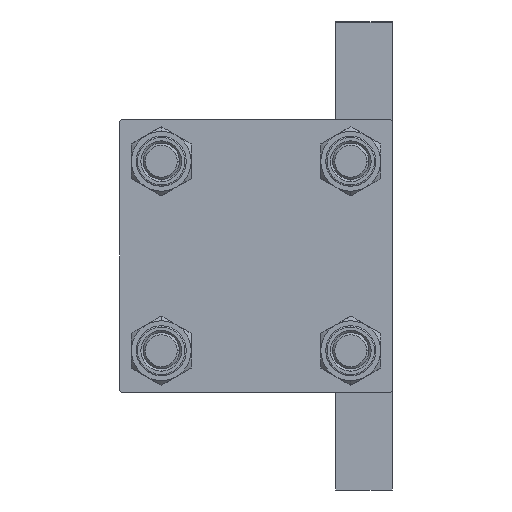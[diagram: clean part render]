
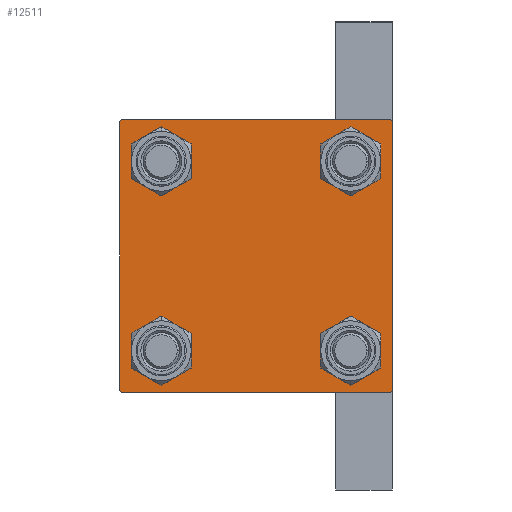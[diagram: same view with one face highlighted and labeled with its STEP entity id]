
A CAD part, left-side view. The second image highlights one B-rep face of the part: STEP entity #12511.
In plain terms, the highlighted planar face has unit normal (-1, 0, 0).
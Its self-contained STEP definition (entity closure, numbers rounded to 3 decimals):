
#421 = VERTEX_POINT ( 'NONE', #12744 ) ;
#452 = CIRCLE ( 'NONE', #15445, 4.5 ) ;
#1310 = AXIS2_PLACEMENT_3D ( 'NONE', #3563, #11466, #10977 ) ;
#1645 = DIRECTION ( 'NONE',  ( 0., -1., 0. ) ) ;
#3081 = EDGE_LOOP ( 'NONE', ( #37985, #35140 ) ) ;
#3161 = EDGE_CURVE ( 'NONE', #421, #44111, #5985, .T. ) ;
#3563 = CARTESIAN_POINT ( 'NONE',  ( 0., -20.85, 20.85 ) ) ;
#3613 = EDGE_CURVE ( 'NONE', #23796, #38184, #16101, .T. ) ;
#3626 = EDGE_LOOP ( 'NONE', ( #29158, #39282 ) ) ;
#4000 = FACE_BOUND ( 'NONE', #10699, .T. ) ;
#4143 = CARTESIAN_POINT ( 'NONE',  ( 0., -20.85, -20.85 ) ) ;
#4342 = DIRECTION ( 'NONE',  ( 0., -1., 0. ) ) ;
#4451 = LINE ( 'NONE', #8392, #7607 ) ;
#4554 = EDGE_CURVE ( 'NONE', #9749, #22265, #29872, .T. ) ;
#4692 = CARTESIAN_POINT ( 'NONE',  ( 0., -20.85, -20.85 ) ) ;
#5135 = AXIS2_PLACEMENT_3D ( 'NONE', #8190, #30315, #42583 ) ;
#5362 = LINE ( 'NONE', #24767, #47564 ) ;
#5817 = VERTEX_POINT ( 'NONE', #31368 ) ;
#5985 = LINE ( 'NONE', #24196, #17252 ) ;
#6540 = EDGE_LOOP ( 'NONE', ( #16895, #23536 ) ) ;
#6842 = VERTEX_POINT ( 'NONE', #12756 ) ;
#7223 = CARTESIAN_POINT ( 'NONE',  ( 0., 20.85, 16.35 ) ) ;
#7412 = ORIENTED_EDGE ( 'NONE', *, *, #11819, .T. ) ;
#7607 = VECTOR ( 'NONE', #19717, 1000. ) ;
#7709 = DIRECTION ( 'NONE',  ( -1., 0., 0. ) ) ;
#8059 = ORIENTED_EDGE ( 'NONE', *, *, #37747, .T. ) ;
#8190 = CARTESIAN_POINT ( 'NONE',  ( 0., -20.85, 20.85 ) ) ;
#8283 = ORIENTED_EDGE ( 'NONE', *, *, #3613, .T. ) ;
#8343 = VERTEX_POINT ( 'NONE', #48509 ) ;
#8392 = CARTESIAN_POINT ( 'NONE',  ( 0., 30., 30. ) ) ;
#8552 = CARTESIAN_POINT ( 'NONE',  ( 0., 20.85, -16.35 ) ) ;
#9161 = CARTESIAN_POINT ( 'NONE',  ( 0., 20.85, -20.85 ) ) ;
#9749 = VERTEX_POINT ( 'NONE', #11423 ) ;
#9810 = CARTESIAN_POINT ( 'NONE',  ( 0., 20.85, -25.35 ) ) ;
#9874 = AXIS2_PLACEMENT_3D ( 'NONE', #23328, #23093, #15732 ) ;
#10093 = EDGE_LOOP ( 'NONE', ( #8059, #18472, #32317, #8283, #14752, #7412, #28321, #40192 ) ) ;
#10107 = CARTESIAN_POINT ( 'NONE',  ( 0., 29.75, -29.75 ) ) ;
#10699 = EDGE_LOOP ( 'NONE', ( #43050, #34776 ) ) ;
#10977 = DIRECTION ( 'NONE',  ( 0., 0., 1. ) ) ;
#11423 = CARTESIAN_POINT ( 'NONE',  ( 0., -20.85, -16.35 ) ) ;
#11437 = CARTESIAN_POINT ( 'NONE',  ( 0., -29.75, 29.75 ) ) ;
#11466 = DIRECTION ( 'NONE',  ( 1., 0., 0. ) ) ;
#11819 = EDGE_CURVE ( 'NONE', #21113, #47711, #37700, .T. ) ;
#12073 = EDGE_CURVE ( 'NONE', #5817, #47666, #37102, .T. ) ;
#12232 = LINE ( 'NONE', #19858, #31150 ) ;
#12511 = ADVANCED_FACE ( 'NONE', ( #4000, #19746, #19984, #30550, #41613 ), #45088, .T. ) ;
#12518 = CARTESIAN_POINT ( 'NONE',  ( 0., -29.5, -30. ) ) ;
#12744 = CARTESIAN_POINT ( 'NONE',  ( 0., 29.5, 30. ) ) ;
#12756 = CARTESIAN_POINT ( 'NONE',  ( 0., 29.5, -30. ) ) ;
#13292 = EDGE_CURVE ( 'NONE', #32583, #8343, #30263, .T. ) ;
#14752 = ORIENTED_EDGE ( 'NONE', *, *, #18124, .F. ) ;
#14762 = DIRECTION ( 'NONE',  ( 1., 0., 0. ) ) ;
#15362 = DIRECTION ( 'NONE',  ( 0., 0.707, 0.707 ) ) ;
#15445 = AXIS2_PLACEMENT_3D ( 'NONE', #37100, #14762, #29735 ) ;
#15732 = DIRECTION ( 'NONE',  ( 0., 0., 1. ) ) ;
#15972 = DIRECTION ( 'NONE',  ( 1., 0., 0. ) ) ;
#16101 = LINE ( 'NONE', #28105, #18054 ) ;
#16895 = ORIENTED_EDGE ( 'NONE', *, *, #4554, .T. ) ;
#17252 = VECTOR ( 'NONE', #24677, 1000. ) ;
#17924 = VECTOR ( 'NONE', #21419, 1000. ) ;
#18054 = VECTOR ( 'NONE', #28349, 1000. ) ;
#18124 = EDGE_CURVE ( 'NONE', #21113, #38184, #22799, .T. ) ;
#18472 = ORIENTED_EDGE ( 'NONE', *, *, #25602, .T. ) ;
#19252 = CARTESIAN_POINT ( 'NONE',  ( 0., -29.5, 30. ) ) ;
#19717 = DIRECTION ( 'NONE',  ( 0., 0., -1. ) ) ;
#19746 = FACE_BOUND ( 'NONE', #6540, .T. ) ;
#19858 = CARTESIAN_POINT ( 'NONE',  ( 0., 30., 30. ) ) ;
#19906 = CARTESIAN_POINT ( 'NONE',  ( 0., 30., 29.5 ) ) ;
#19984 = FACE_BOUND ( 'NONE', #3626, .T. ) ;
#20235 = EDGE_CURVE ( 'NONE', #421, #47711, #12232, .T. ) ;
#20710 = EDGE_CURVE ( 'NONE', #8343, #32583, #45326, .T. ) ;
#21113 = VERTEX_POINT ( 'NONE', #48461 ) ;
#21118 = CARTESIAN_POINT ( 'NONE',  ( 0., -20.85, -25.35 ) ) ;
#21419 = DIRECTION ( 'NONE',  ( 0., -0.707, -0.707 ) ) ;
#22080 = CARTESIAN_POINT ( 'NONE',  ( 0., -30., 30. ) ) ;
#22222 = AXIS2_PLACEMENT_3D ( 'NONE', #43578, #31771, #25128 ) ;
#22265 = VERTEX_POINT ( 'NONE', #21118 ) ;
#22799 = LINE ( 'NONE', #22080, #32767 ) ;
#23036 = DIRECTION ( 'NONE',  ( 0., 0., -1. ) ) ;
#23093 = DIRECTION ( 'NONE',  ( 1., 0., 0. ) ) ;
#23328 = CARTESIAN_POINT ( 'NONE',  ( 0., 20.85, 20.85 ) ) ;
#23536 = ORIENTED_EDGE ( 'NONE', *, *, #35728, .T. ) ;
#23796 = VERTEX_POINT ( 'NONE', #12518 ) ;
#24196 = CARTESIAN_POINT ( 'NONE',  ( 0., 29.75, 29.75 ) ) ;
#24677 = DIRECTION ( 'NONE',  ( 0., 0.707, -0.707 ) ) ;
#24767 = CARTESIAN_POINT ( 'NONE',  ( 0., 30., -30. ) ) ;
#25128 = DIRECTION ( 'NONE',  ( 0., 0., 1. ) ) ;
#25204 = CIRCLE ( 'NONE', #38527, 4.5 ) ;
#25602 = EDGE_CURVE ( 'NONE', #45097, #6842, #44033, .T. ) ;
#26928 = VECTOR ( 'NONE', #15362, 1000. ) ;
#28105 = CARTESIAN_POINT ( 'NONE',  ( 0., -29.75, -29.75 ) ) ;
#28218 = CARTESIAN_POINT ( 'NONE',  ( 0., -30., -29.5 ) ) ;
#28321 = ORIENTED_EDGE ( 'NONE', *, *, #20235, .F. ) ;
#28349 = DIRECTION ( 'NONE',  ( 0., -0.707, 0.707 ) ) ;
#29158 = ORIENTED_EDGE ( 'NONE', *, *, #37076, .T. ) ;
#29294 = DIRECTION ( 'NONE',  ( 0., 0., 1. ) ) ;
#29735 = DIRECTION ( 'NONE',  ( 0., 0., 1. ) ) ;
#29872 = CIRCLE ( 'NONE', #33011, 4.5 ) ;
#30263 = CIRCLE ( 'NONE', #5135, 4.5 ) ;
#30315 = DIRECTION ( 'NONE',  ( 1., 0., 0. ) ) ;
#30550 = FACE_BOUND ( 'NONE', #3081, .T. ) ;
#31150 = VECTOR ( 'NONE', #4342, 1000. ) ;
#31368 = CARTESIAN_POINT ( 'NONE',  ( 0., 20.85, 25.35 ) ) ;
#31771 = DIRECTION ( 'NONE',  ( 1., 0., 0. ) ) ;
#32317 = ORIENTED_EDGE ( 'NONE', *, *, #35903, .T. ) ;
#32583 = VERTEX_POINT ( 'NONE', #35268 ) ;
#32767 = VECTOR ( 'NONE', #23036, 1000. ) ;
#32867 = EDGE_CURVE ( 'NONE', #34016, #40821, #25204, .T. ) ;
#33011 = AXIS2_PLACEMENT_3D ( 'NONE', #4692, #34685, #46254 ) ;
#34016 = VERTEX_POINT ( 'NONE', #9810 ) ;
#34685 = DIRECTION ( 'NONE',  ( 1., 0., 0. ) ) ;
#34776 = ORIENTED_EDGE ( 'NONE', *, *, #13292, .T. ) ;
#34821 = CARTESIAN_POINT ( 'NONE',  ( 0., 30., -29.5 ) ) ;
#35140 = ORIENTED_EDGE ( 'NONE', *, *, #35695, .T. ) ;
#35268 = CARTESIAN_POINT ( 'NONE',  ( 0., -20.85, 16.35 ) ) ;
#35695 = EDGE_CURVE ( 'NONE', #47666, #5817, #35754, .T. ) ;
#35728 = EDGE_CURVE ( 'NONE', #22265, #9749, #37350, .T. ) ;
#35754 = CIRCLE ( 'NONE', #9874, 4.5 ) ;
#35903 = EDGE_CURVE ( 'NONE', #6842, #23796, #5362, .T. ) ;
#36413 = DIRECTION ( 'NONE',  ( 1., 0., 0. ) ) ;
#37076 = EDGE_CURVE ( 'NONE', #40821, #34016, #452, .T. ) ;
#37100 = CARTESIAN_POINT ( 'NONE',  ( 0., 20.85, -20.85 ) ) ;
#37102 = CIRCLE ( 'NONE', #22222, 4.5 ) ;
#37350 = CIRCLE ( 'NONE', #43637, 4.5 ) ;
#37675 = CARTESIAN_POINT ( 'NONE',  ( 0., 0., 0. ) ) ;
#37700 = LINE ( 'NONE', #11437, #26928 ) ;
#37747 = EDGE_CURVE ( 'NONE', #44111, #45097, #4451, .T. ) ;
#37985 = ORIENTED_EDGE ( 'NONE', *, *, #12073, .T. ) ;
#38184 = VERTEX_POINT ( 'NONE', #28218 ) ;
#38305 = DIRECTION ( 'NONE',  ( 0., 0., 1. ) ) ;
#38527 = AXIS2_PLACEMENT_3D ( 'NONE', #9161, #36413, #29294 ) ;
#39282 = ORIENTED_EDGE ( 'NONE', *, *, #32867, .T. ) ;
#40192 = ORIENTED_EDGE ( 'NONE', *, *, #3161, .T. ) ;
#40821 = VERTEX_POINT ( 'NONE', #8552 ) ;
#41613 = FACE_OUTER_BOUND ( 'NONE', #10093, .T. ) ;
#42018 = AXIS2_PLACEMENT_3D ( 'NONE', #37675, #7709, #45563 ) ;
#42583 = DIRECTION ( 'NONE',  ( 0., 0., 1. ) ) ;
#43050 = ORIENTED_EDGE ( 'NONE', *, *, #20710, .T. ) ;
#43578 = CARTESIAN_POINT ( 'NONE',  ( 0., 20.85, 20.85 ) ) ;
#43637 = AXIS2_PLACEMENT_3D ( 'NONE', #4143, #15972, #38305 ) ;
#44033 = LINE ( 'NONE', #10107, #17924 ) ;
#44111 = VERTEX_POINT ( 'NONE', #19906 ) ;
#45088 = PLANE ( 'NONE',  #42018 ) ;
#45097 = VERTEX_POINT ( 'NONE', #34821 ) ;
#45326 = CIRCLE ( 'NONE', #1310, 4.5 ) ;
#45563 = DIRECTION ( 'NONE',  ( 0., 0., 1. ) ) ;
#46254 = DIRECTION ( 'NONE',  ( 0., 0., 1. ) ) ;
#47564 = VECTOR ( 'NONE', #1645, 1000. ) ;
#47666 = VERTEX_POINT ( 'NONE', #7223 ) ;
#47711 = VERTEX_POINT ( 'NONE', #19252 ) ;
#48461 = CARTESIAN_POINT ( 'NONE',  ( 0., -30., 29.5 ) ) ;
#48509 = CARTESIAN_POINT ( 'NONE',  ( 0., -20.85, 25.35 ) ) ;
